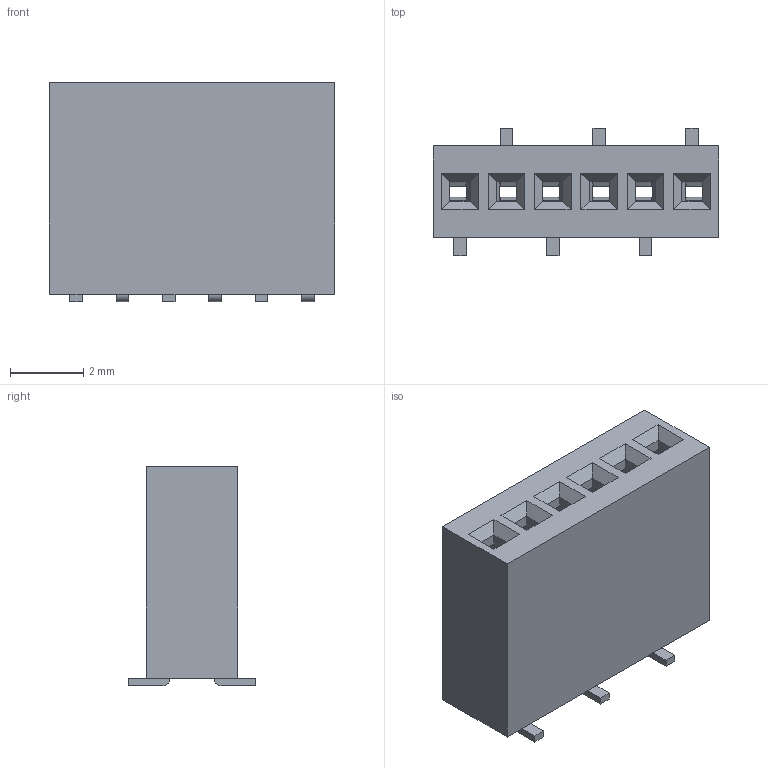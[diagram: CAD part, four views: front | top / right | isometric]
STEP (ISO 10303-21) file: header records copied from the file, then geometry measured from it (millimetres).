
FILE_DESCRIPTION(/* description */ (''),/* implementation_level */ '2;1');
FILE_NAME(/* name */ '7110-006-2-xx-00-xx.stp',/* time_stamp */ '2025-07-14T10:15:20+02:00',/* author */ ('andreas.larin'),/* organization */ (''),/* preprocessor_version */ 'ST-DEVELOPER v20',/* originating_system */ 'Autodesk Inventor 2025',/* authorisation */ '');
FILE_SCHEMA (('AUTOMOTIVE_DESIGN { 1 0 10303 214 3 1 1 }'));
Length unit declared in the file: millimetre
Products named in the file (1): 7110-006-2-xx-00-xx
Bounding box: 7.82 x 3.5 x 6 mm (x, y, z)
Volume: 83.1 mm3; surface area: 436.8 mm2
Topology: 7 solids, 7 shells, 480 faces, 1284 edges, 824 vertices
Faces by surface type: plane 330, cylinder 138, bspline 12
Entity records: 15283 total; most frequent: CARTESIAN_POINT 3225, ORIENTED_EDGE 2568, DIRECTION 2378, EDGE_CURVE 1284, LINE 984, VECTOR 984, VERTEX_POINT 824, AXIS2_PLACEMENT_3D 697
